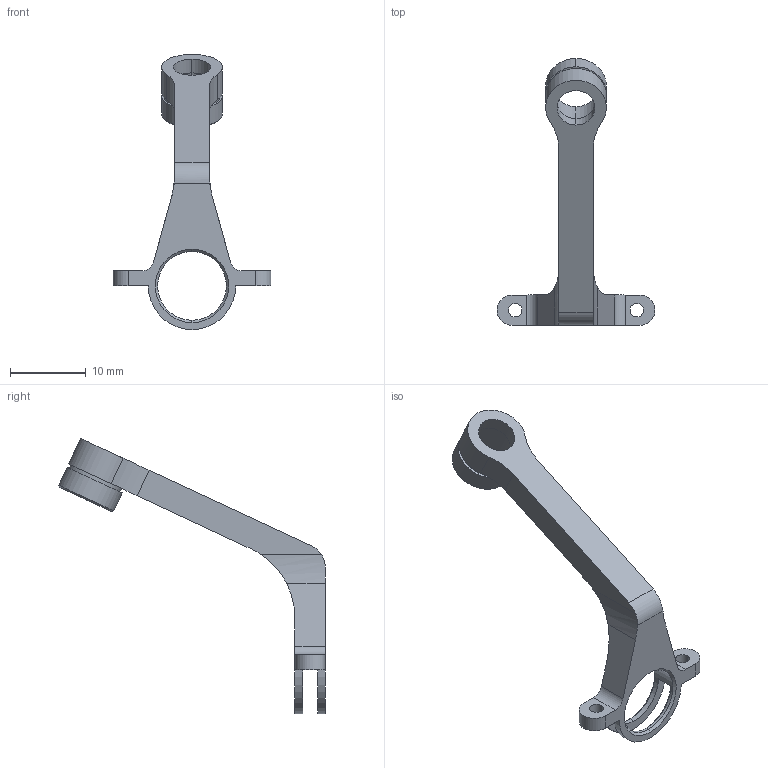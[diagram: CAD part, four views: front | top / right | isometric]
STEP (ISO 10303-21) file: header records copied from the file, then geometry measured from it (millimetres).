
FILE_DESCRIPTION (( 'STEP AP203' ), '1' );
FILE_NAME ('SPM_ARM1_BASE_Proximal1_sldprt.STEP', '2023-11-14T08:15:21', ( '' ), ( '' ), 'SwSTEP 2.0', 'SolidWorks 2021', '' );
FILE_SCHEMA (( 'CONFIG_CONTROL_DESIGN' ));
Length unit declared in the file: millimetre
Products named in the file (1): SPM_ARM1_BASE_Proximal1_sldprt
Bounding box: 20.78 x 35.08 x 36.21 mm (x, y, z)
Volume: 1067.6 mm3; surface area: 1392.1 mm2
Topology: 1 solids, 1 shells, 58 faces, 155 edges, 100 vertices
Faces by surface type: cylinder 30, plane 17, cone 11
Entity records: 1949 total; most frequent: CARTESIAN_POINT 348, DIRECTION 340, ORIENTED_EDGE 310, EDGE_CURVE 155, AXIS2_PLACEMENT_3D 132, VERTEX_POINT 100, LINE 76, VECTOR 76
